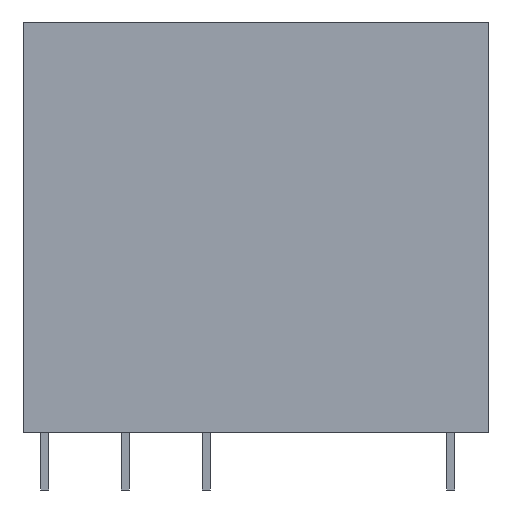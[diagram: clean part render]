
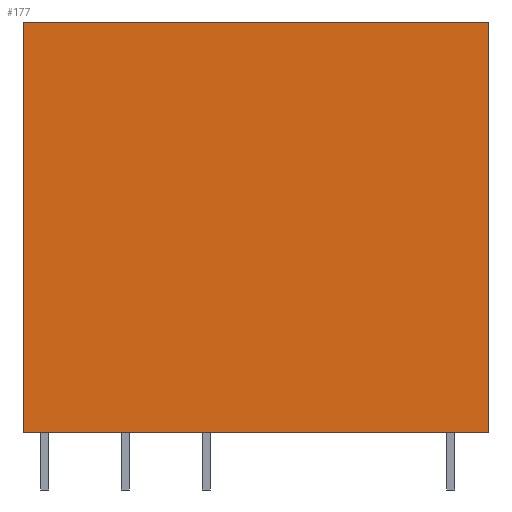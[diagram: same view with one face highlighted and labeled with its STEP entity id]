
A CAD part, left-side view. The second image highlights one B-rep face of the part: STEP entity #177.
In plain terms, the highlighted planar face has unit normal (-1, 0, 0).
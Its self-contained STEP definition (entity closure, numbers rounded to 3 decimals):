
#164=AXIS2_PLACEMENT_3D('Plane Axis2P3D',#161,#162,#163) ;
#42=CARTESIAN_POINT('Vertex',(0.,29.,3.6)) ;
#56=CARTESIAN_POINT('Vertex',(0.,0.,3.6)) ;
#59=CARTESIAN_POINT('Line Origine',(0.,14.5,3.6)) ;
#84=CARTESIAN_POINT('Line Origine',(0.,29.,16.4)) ;
#88=CARTESIAN_POINT('Vertex',(0.,29.,29.2)) ;
#145=CARTESIAN_POINT('Vertex',(0.,0.,29.2)) ;
#148=CARTESIAN_POINT('Line Origine',(0.,0.,16.4)) ;
#161=CARTESIAN_POINT('Axis2P3D Location',(0.,29.,3.6)) ;
#166=CARTESIAN_POINT('Line Origine',(0.,14.5,29.2)) ;
#60=DIRECTION('Vector Direction',(0.,-1.,0.)) ;
#85=DIRECTION('Vector Direction',(0.,0.,1.)) ;
#149=DIRECTION('Vector Direction',(0.,0.,1.)) ;
#162=DIRECTION('Axis2P3D Direction',(1.,0.,0.)) ;
#163=DIRECTION('Axis2P3D XDirection',(0.,0.,1.)) ;
#167=DIRECTION('Vector Direction',(0.,-1.,0.)) ;
#61=VECTOR('Line Direction',#60,1.) ;
#86=VECTOR('Line Direction',#85,1.) ;
#150=VECTOR('Line Direction',#149,1.) ;
#168=VECTOR('Line Direction',#167,1.) ;
#172=ORIENTED_EDGE('',*,*,#152,.T.) ;
#173=ORIENTED_EDGE('',*,*,#170,.F.) ;
#174=ORIENTED_EDGE('',*,*,#90,.F.) ;
#175=ORIENTED_EDGE('',*,*,#63,.T.) ;
#177=ADVANCED_FACE('RELAIS',(#176),#165,.F.) ;
#63=EDGE_CURVE('',#43,#57,#62,.T.) ;
#90=EDGE_CURVE('',#43,#89,#87,.T.) ;
#152=EDGE_CURVE('',#57,#146,#151,.T.) ;
#170=EDGE_CURVE('',#89,#146,#169,.T.) ;
#171=EDGE_LOOP('',(#172,#173,#174,#175)) ;
#176=FACE_OUTER_BOUND('',#171,.T.) ;
#62=LINE('Line',#59,#61) ;
#87=LINE('Line',#84,#86) ;
#151=LINE('Line',#148,#150) ;
#169=LINE('Line',#166,#168) ;
#165=PLANE('',#164) ;
#43=VERTEX_POINT('',#42) ;
#57=VERTEX_POINT('',#56) ;
#89=VERTEX_POINT('',#88) ;
#146=VERTEX_POINT('',#145) ;
